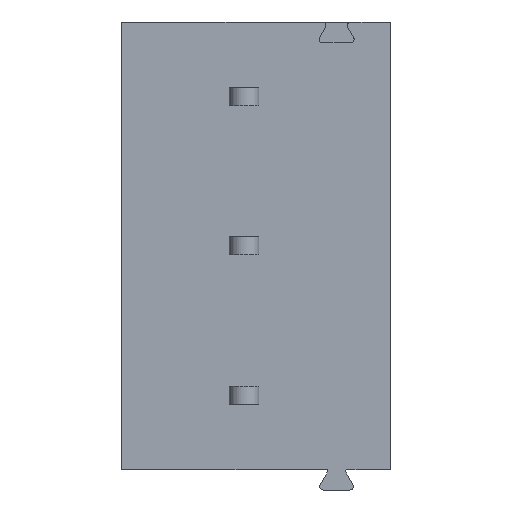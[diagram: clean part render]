
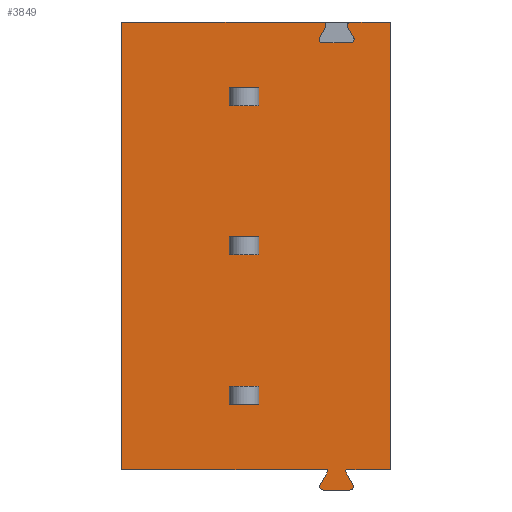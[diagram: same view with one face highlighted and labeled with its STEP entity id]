
A CAD part, front view. The second image highlights one B-rep face of the part: STEP entity #3849.
In plain terms, the highlighted planar face has unit normal (0, -1, 0).
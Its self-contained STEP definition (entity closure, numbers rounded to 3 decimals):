
#21=DIRECTION('',(1.,0.,0.));
#22=VECTOR('',#21,1.454);
#23=CARTESIAN_POINT('',(3.046,-6.25,-2.5));
#24=LINE('',#23,#22);
#45=DIRECTION('',(1.,0.,0.));
#46=VECTOR('',#45,6.854);
#47=CARTESIAN_POINT('',(-4.5,-6.25,-2.5));
#48=LINE('',#47,#46);
#85=DIRECTION('',(1.,0.,0.));
#86=VECTOR('',#85,0.935);
#87=CARTESIAN_POINT('',(2.232,-6.25,11.8));
#88=LINE('',#87,#86);
#89=CARTESIAN_POINT('',(3.168,-6.25,11.92));
#90=DIRECTION('',(0.,-1.,0.));
#91=DIRECTION('',(0.,0.,-1.));
#92=AXIS2_PLACEMENT_3D('',#89,#90,#91);
#94=DIRECTION('',(-0.5,0.,0.866));
#95=VECTOR('',#94,0.393);
#96=CARTESIAN_POINT('',(3.272,-6.25,11.98));
#97=LINE('',#96,#95);
#98=CARTESIAN_POINT('',(3.179,-6.25,12.38));
#99=DIRECTION('',(0.,-1.,0.));
#100=DIRECTION('',(0.,0.,1.));
#101=AXIS2_PLACEMENT_3D('',#98,#99,#100);
#103=CARTESIAN_POINT('',(3.046,-6.25,-2.55));
#104=DIRECTION('',(0.,1.,0.));
#105=DIRECTION('',(-0.866,0.,-0.5));
#106=AXIS2_PLACEMENT_3D('',#103,#104,#105);
#108=DIRECTION('',(-0.5,0.,0.866));
#109=VECTOR('',#108,0.491);
#110=CARTESIAN_POINT('',(3.248,-6.25,-3.));
#111=LINE('',#110,#109);
#112=CARTESIAN_POINT('',(3.144,-6.25,-3.06));
#113=DIRECTION('',(0.,-1.,0.));
#114=DIRECTION('',(0.,0.,-1.));
#115=AXIS2_PLACEMENT_3D('',#112,#113,#114);
#117=DIRECTION('',(1.,0.,0.));
#118=VECTOR('',#117,0.889);
#119=CARTESIAN_POINT('',(2.256,-6.25,-3.18));
#120=LINE('',#119,#118);
#121=CARTESIAN_POINT('',(2.256,-6.25,-3.06));
#122=DIRECTION('',(0.,-1.,0.));
#123=DIRECTION('',(-0.866,0.,0.5));
#124=AXIS2_PLACEMENT_3D('',#121,#122,#123);
#126=DIRECTION('',(-0.5,0.,-0.866));
#127=VECTOR('',#126,0.491);
#128=CARTESIAN_POINT('',(2.397,-6.25,-2.575));
#129=LINE('',#128,#127);
#130=CARTESIAN_POINT('',(2.354,-6.25,-2.55));
#131=DIRECTION('',(0.,1.,0.));
#132=DIRECTION('',(0.,0.,1.));
#133=AXIS2_PLACEMENT_3D('',#130,#131,#132);
#135=DIRECTION('',(0.,0.,1.));
#136=VECTOR('',#135,15.);
#137=CARTESIAN_POINT('',(-4.5,-6.25,-2.5));
#138=LINE('',#137,#136);
#139=CARTESIAN_POINT('',(2.221,-6.25,12.38));
#140=DIRECTION('',(0.,-1.,0.));
#141=DIRECTION('',(0.866,0.,-0.5));
#142=AXIS2_PLACEMENT_3D('',#139,#140,#141);
#144=DIRECTION('',(-0.5,0.,-0.866));
#145=VECTOR('',#144,0.393);
#146=CARTESIAN_POINT('',(2.325,-6.25,12.32));
#147=LINE('',#146,#145);
#148=CARTESIAN_POINT('',(2.232,-6.25,11.92));
#149=DIRECTION('',(0.,-1.,0.));
#150=DIRECTION('',(-0.866,0.,0.5));
#151=AXIS2_PLACEMENT_3D('',#148,#149,#150);
#153=DIRECTION('',(-1.,0.,0.));
#154=VECTOR('',#153,1.);
#155=CARTESIAN_POINT('',(0.1,-6.25,0.3));
#156=LINE('',#155,#154);
#157=DIRECTION('',(0.,0.,-1.));
#158=VECTOR('',#157,0.6);
#159=CARTESIAN_POINT('',(-0.9,-6.25,0.3));
#160=LINE('',#159,#158);
#161=DIRECTION('',(-1.,0.,0.));
#162=VECTOR('',#161,1.);
#163=CARTESIAN_POINT('',(0.1,-6.25,-0.3));
#164=LINE('',#163,#162);
#165=DIRECTION('',(0.,0.,-1.));
#166=VECTOR('',#165,0.6);
#167=CARTESIAN_POINT('',(0.1,-6.25,0.3));
#168=LINE('',#167,#166);
#169=DIRECTION('',(-1.,0.,0.));
#170=VECTOR('',#169,1.);
#171=CARTESIAN_POINT('',(0.1,-6.25,5.3));
#172=LINE('',#171,#170);
#173=DIRECTION('',(0.,0.,-1.));
#174=VECTOR('',#173,0.6);
#175=CARTESIAN_POINT('',(-0.9,-6.25,5.3));
#176=LINE('',#175,#174);
#177=DIRECTION('',(-1.,0.,0.));
#178=VECTOR('',#177,1.);
#179=CARTESIAN_POINT('',(0.1,-6.25,4.7));
#180=LINE('',#179,#178);
#181=DIRECTION('',(0.,0.,-1.));
#182=VECTOR('',#181,0.6);
#183=CARTESIAN_POINT('',(0.1,-6.25,5.3));
#184=LINE('',#183,#182);
#185=DIRECTION('',(-1.,0.,0.));
#186=VECTOR('',#185,1.);
#187=CARTESIAN_POINT('',(0.1,-6.25,10.3));
#188=LINE('',#187,#186);
#189=DIRECTION('',(0.,0.,-1.));
#190=VECTOR('',#189,0.6);
#191=CARTESIAN_POINT('',(-0.9,-6.25,10.3));
#192=LINE('',#191,#190);
#193=DIRECTION('',(-1.,0.,0.));
#194=VECTOR('',#193,1.);
#195=CARTESIAN_POINT('',(0.1,-6.25,9.7));
#196=LINE('',#195,#194);
#197=DIRECTION('',(0.,0.,-1.));
#198=VECTOR('',#197,0.6);
#199=CARTESIAN_POINT('',(0.1,-6.25,10.3));
#200=LINE('',#199,#198);
#221=DIRECTION('',(1.,0.,0.));
#222=VECTOR('',#221,6.721);
#223=CARTESIAN_POINT('',(-4.5,-6.25,12.5));
#224=LINE('',#223,#222);
#245=DIRECTION('',(1.,0.,0.));
#246=VECTOR('',#245,1.321);
#247=CARTESIAN_POINT('',(3.179,-6.25,12.5));
#248=LINE('',#247,#246);
#421=DIRECTION('',(0.,0.,1.));
#422=VECTOR('',#421,15.);
#423=CARTESIAN_POINT('',(4.5,-6.25,-2.5));
#424=LINE('',#423,#422);
#2909=CARTESIAN_POINT('',(4.5,-6.25,-2.5));
#2911=VERTEX_POINT('',#2909);
#2919=CARTESIAN_POINT('',(-4.5,-6.25,-2.5));
#2920=VERTEX_POINT('',#2919);
#2921=CARTESIAN_POINT('',(4.5,-6.25,12.5));
#2923=VERTEX_POINT('',#2921);
#2931=CARTESIAN_POINT('',(-4.5,-6.25,12.5));
#2932=VERTEX_POINT('',#2931);
#2933=CARTESIAN_POINT('',(2.397,-6.25,-2.575));
#2934=CARTESIAN_POINT('',(2.152,-6.25,-3.));
#2935=VERTEX_POINT('',#2933);
#2936=VERTEX_POINT('',#2934);
#2937=CARTESIAN_POINT('',(2.256,-6.25,-3.18));
#2938=VERTEX_POINT('',#2937);
#2939=CARTESIAN_POINT('',(3.144,-6.25,-3.18));
#2940=VERTEX_POINT('',#2939);
#2941=CARTESIAN_POINT('',(3.248,-6.25,-3.));
#2942=VERTEX_POINT('',#2941);
#2943=CARTESIAN_POINT('',(3.003,-6.25,-2.575));
#2944=VERTEX_POINT('',#2943);
#2961=CARTESIAN_POINT('',(3.046,-6.25,-2.5));
#2962=VERTEX_POINT('',#2961);
#2963=CARTESIAN_POINT('',(2.354,-6.25,-2.5));
#2964=VERTEX_POINT('',#2963);
#2981=CARTESIAN_POINT('',(3.179,-6.25,12.5));
#2982=VERTEX_POINT('',#2981);
#2983=CARTESIAN_POINT('',(2.221,-6.25,12.5));
#2984=VERTEX_POINT('',#2983);
#2985=CARTESIAN_POINT('',(2.232,-6.25,11.8));
#2986=CARTESIAN_POINT('',(3.168,-6.25,11.8));
#2987=VERTEX_POINT('',#2985);
#2988=VERTEX_POINT('',#2986);
#2989=CARTESIAN_POINT('',(3.272,-6.25,11.98));
#2990=VERTEX_POINT('',#2989);
#2991=CARTESIAN_POINT('',(3.075,-6.25,12.32));
#2992=VERTEX_POINT('',#2991);
#2993=CARTESIAN_POINT('',(2.325,-6.25,12.32));
#2994=VERTEX_POINT('',#2993);
#2995=CARTESIAN_POINT('',(2.128,-6.25,11.98));
#2996=VERTEX_POINT('',#2995);
#3208=CARTESIAN_POINT('',(0.1,-6.25,0.3));
#3209=CARTESIAN_POINT('',(-0.9,-6.25,0.3));
#3210=VERTEX_POINT('',#3208);
#3211=VERTEX_POINT('',#3209);
#3212=CARTESIAN_POINT('',(0.1,-6.25,-0.3));
#3213=CARTESIAN_POINT('',(-0.9,-6.25,-0.3));
#3214=VERTEX_POINT('',#3212);
#3215=VERTEX_POINT('',#3213);
#3300=CARTESIAN_POINT('',(0.1,-6.25,5.3));
#3301=VERTEX_POINT('',#3300);
#3302=CARTESIAN_POINT('',(-0.9,-6.25,5.3));
#3303=VERTEX_POINT('',#3302);
#3304=CARTESIAN_POINT('',(0.1,-6.25,4.7));
#3305=VERTEX_POINT('',#3304);
#3306=CARTESIAN_POINT('',(-0.9,-6.25,4.7));
#3307=VERTEX_POINT('',#3306);
#3541=CARTESIAN_POINT('',(0.1,-6.25,10.3));
#3542=VERTEX_POINT('',#3541);
#3543=CARTESIAN_POINT('',(-0.9,-6.25,10.3));
#3544=VERTEX_POINT('',#3543);
#3545=CARTESIAN_POINT('',(0.1,-6.25,9.7));
#3546=VERTEX_POINT('',#3545);
#3547=CARTESIAN_POINT('',(-0.9,-6.25,9.7));
#3548=VERTEX_POINT('',#3547);
#3775=CARTESIAN_POINT('',(-4.5,-6.25,-2.5));
#3776=DIRECTION('',(0.,-1.,0.));
#3777=DIRECTION('',(1.,0.,0.));
#3778=AXIS2_PLACEMENT_3D('',#3775,#3776,#3777);
#3779=PLANE('',#3778);
#3781=ORIENTED_EDGE('',*,*,#3780,.T.);
#3783=ORIENTED_EDGE('',*,*,#3782,.T.);
#3785=ORIENTED_EDGE('',*,*,#3784,.T.);
#3787=ORIENTED_EDGE('',*,*,#3786,.F.);
#3789=ORIENTED_EDGE('',*,*,#3788,.T.);
#3791=ORIENTED_EDGE('',*,*,#3790,.F.);
#3792=ORIENTED_EDGE('',*,*,#3719,.F.);
#3794=ORIENTED_EDGE('',*,*,#3793,.F.);
#3796=ORIENTED_EDGE('',*,*,#3795,.F.);
#3798=ORIENTED_EDGE('',*,*,#3797,.F.);
#3800=ORIENTED_EDGE('',*,*,#3799,.F.);
#3802=ORIENTED_EDGE('',*,*,#3801,.F.);
#3804=ORIENTED_EDGE('',*,*,#3803,.F.);
#3805=ORIENTED_EDGE('',*,*,#3767,.F.);
#3806=ORIENTED_EDGE('',*,*,#3731,.F.);
#3808=ORIENTED_EDGE('',*,*,#3807,.T.);
#3810=ORIENTED_EDGE('',*,*,#3809,.T.);
#3812=ORIENTED_EDGE('',*,*,#3811,.F.);
#3814=ORIENTED_EDGE('',*,*,#3813,.T.);
#3816=ORIENTED_EDGE('',*,*,#3815,.T.);
#3817=EDGE_LOOP('',(#3781,#3783,#3785,#3787,#3789,#3791,#3792,#3794,#3796,#3798,
#3800,#3802,#3804,#3805,#3806,#3808,#3810,#3812,#3814,#3816));
#3818=FACE_OUTER_BOUND('',#3817,.F.);
#3820=ORIENTED_EDGE('',*,*,#3819,.T.);
#3822=ORIENTED_EDGE('',*,*,#3821,.T.);
#3824=ORIENTED_EDGE('',*,*,#3823,.F.);
#3826=ORIENTED_EDGE('',*,*,#3825,.F.);
#3827=EDGE_LOOP('',(#3820,#3822,#3824,#3826));
#3828=FACE_BOUND('',#3827,.F.);
#3830=ORIENTED_EDGE('',*,*,#3829,.T.);
#3832=ORIENTED_EDGE('',*,*,#3831,.T.);
#3834=ORIENTED_EDGE('',*,*,#3833,.F.);
#3836=ORIENTED_EDGE('',*,*,#3835,.F.);
#3837=EDGE_LOOP('',(#3830,#3832,#3834,#3836));
#3838=FACE_BOUND('',#3837,.F.);
#3840=ORIENTED_EDGE('',*,*,#3839,.T.);
#3842=ORIENTED_EDGE('',*,*,#3841,.T.);
#3844=ORIENTED_EDGE('',*,*,#3843,.F.);
#3846=ORIENTED_EDGE('',*,*,#3845,.F.);
#3847=EDGE_LOOP('',(#3840,#3842,#3844,#3846));
#3848=FACE_BOUND('',#3847,.F.);
#93=CIRCLE('',#92,0.12);
#102=CIRCLE('',#101,0.12);
#107=CIRCLE('',#106,0.05);
#116=CIRCLE('',#115,0.12);
#125=CIRCLE('',#124,0.12);
#134=CIRCLE('',#133,0.05);
#143=CIRCLE('',#142,0.12);
#152=CIRCLE('',#151,0.12);
#3719=EDGE_CURVE('',#2962,#2911,#24,.T.);
#3731=EDGE_CURVE('',#2920,#2964,#48,.T.);
#3767=EDGE_CURVE('',#2964,#2935,#134,.T.);
#3780=EDGE_CURVE('',#2987,#2988,#88,.T.);
#3782=EDGE_CURVE('',#2988,#2990,#93,.T.);
#3784=EDGE_CURVE('',#2990,#2992,#97,.T.);
#3786=EDGE_CURVE('',#2982,#2992,#102,.T.);
#3788=EDGE_CURVE('',#2982,#2923,#248,.T.);
#3790=EDGE_CURVE('',#2911,#2923,#424,.T.);
#3793=EDGE_CURVE('',#2944,#2962,#107,.T.);
#3795=EDGE_CURVE('',#2942,#2944,#111,.T.);
#3797=EDGE_CURVE('',#2940,#2942,#116,.T.);
#3799=EDGE_CURVE('',#2938,#2940,#120,.T.);
#3801=EDGE_CURVE('',#2936,#2938,#125,.T.);
#3803=EDGE_CURVE('',#2935,#2936,#129,.T.);
#3807=EDGE_CURVE('',#2920,#2932,#138,.T.);
#3809=EDGE_CURVE('',#2932,#2984,#224,.T.);
#3811=EDGE_CURVE('',#2994,#2984,#143,.T.);
#3813=EDGE_CURVE('',#2994,#2996,#147,.T.);
#3815=EDGE_CURVE('',#2996,#2987,#152,.T.);
#3819=EDGE_CURVE('',#3210,#3211,#156,.T.);
#3821=EDGE_CURVE('',#3211,#3215,#160,.T.);
#3823=EDGE_CURVE('',#3214,#3215,#164,.T.);
#3825=EDGE_CURVE('',#3210,#3214,#168,.T.);
#3829=EDGE_CURVE('',#3301,#3303,#172,.T.);
#3831=EDGE_CURVE('',#3303,#3307,#176,.T.);
#3833=EDGE_CURVE('',#3305,#3307,#180,.T.);
#3835=EDGE_CURVE('',#3301,#3305,#184,.T.);
#3839=EDGE_CURVE('',#3542,#3544,#188,.T.);
#3841=EDGE_CURVE('',#3544,#3548,#192,.T.);
#3843=EDGE_CURVE('',#3546,#3548,#196,.T.);
#3845=EDGE_CURVE('',#3542,#3546,#200,.T.);
#3849=ADVANCED_FACE('',(#3818,#3828,#3838,#3848),#3779,.T.);
